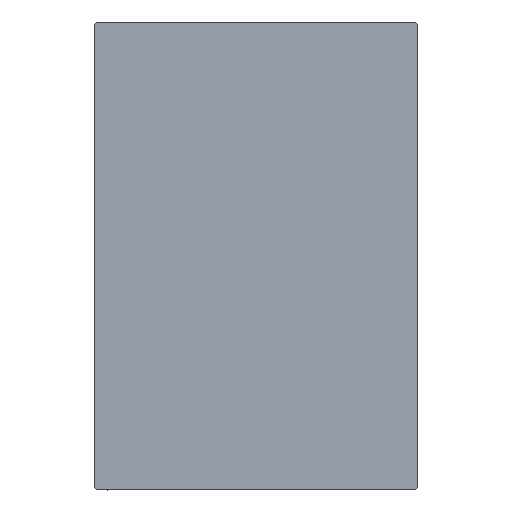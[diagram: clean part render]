
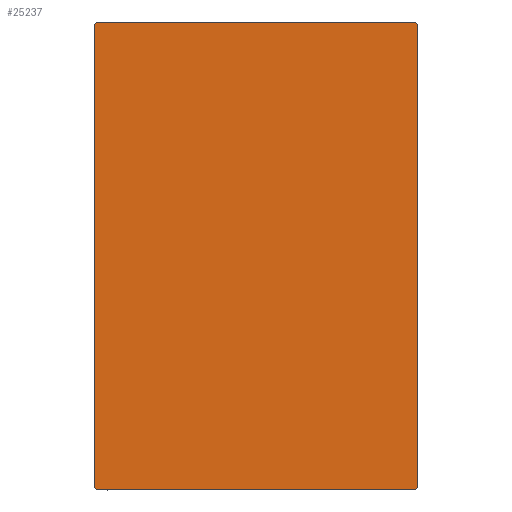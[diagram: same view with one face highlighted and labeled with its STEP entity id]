
A CAD part, left-side view. The second image highlights one B-rep face of the part: STEP entity #25237.
In plain terms, the highlighted face is planar.
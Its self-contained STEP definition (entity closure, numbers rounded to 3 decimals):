
#1191 = ORIENTED_EDGE ( 'NONE', *, *, #20784, .T. ) ;
#3103 = VERTEX_POINT ( 'NONE', #27134 ) ;
#3547 = VECTOR ( 'NONE', #34047, 1000. ) ;
#5017 = EDGE_CURVE ( 'NONE', #20754, #18518, #27210, .T. ) ;
#5489 = ORIENTED_EDGE ( 'NONE', *, *, #5017, .T. ) ;
#6305 = ORIENTED_EDGE ( 'NONE', *, *, #13681, .T. ) ;
#6936 = ORIENTED_EDGE ( 'NONE', *, *, #22818, .T. ) ;
#8902 = CARTESIAN_POINT ( 'NONE',  ( 100., 22.5, 32.2 ) ) ;
#8937 = DIRECTION ( 'NONE',  ( 0., -0.707, 0.707 ) ) ;
#9750 = LINE ( 'NONE', #25710, #16530 ) ;
#9825 = ORIENTED_EDGE ( 'NONE', *, *, #30722, .T. ) ;
#10181 = VECTOR ( 'NONE', #8937, 1000. ) ;
#10422 = CARTESIAN_POINT ( 'NONE',  ( 100., -22.5, -32.5 ) ) ;
#10946 = VECTOR ( 'NONE', #20633, 1000. ) ;
#12785 = ORIENTED_EDGE ( 'NONE', *, *, #19637, .T. ) ;
#13681 = EDGE_CURVE ( 'NONE', #19620, #3103, #39164, .T. ) ;
#13799 = LINE ( 'NONE', #30348, #10946 ) ;
#14950 = CARTESIAN_POINT ( 'NONE',  ( 100., 22.2, 32.5 ) ) ;
#15312 = CARTESIAN_POINT ( 'NONE',  ( 100., 0., 0. ) ) ;
#16530 = VECTOR ( 'NONE', #30060, 1000. ) ;
#17513 = CARTESIAN_POINT ( 'NONE',  ( 100., -22.5, 32.5 ) ) ;
#17534 = CARTESIAN_POINT ( 'NONE',  ( 100., -27.35, -27.35 ) ) ;
#17744 = DIRECTION ( 'NONE',  ( 0., 0.707, -0.707 ) ) ;
#17939 = CARTESIAN_POINT ( 'NONE',  ( 100., -22.2, -32.5 ) ) ;
#18518 = VERTEX_POINT ( 'NONE', #32416 ) ;
#19620 = VERTEX_POINT ( 'NONE', #29917 ) ;
#19637 = EDGE_CURVE ( 'NONE', #34824, #33387, #13799, .T. ) ;
#20095 = EDGE_LOOP ( 'NONE', ( #5489, #6936, #12785, #9825, #43062, #6305, #1191, #27251 ) ) ;
#20511 = LINE ( 'NONE', #27121, #38372 ) ;
#20633 = DIRECTION ( 'NONE',  ( 0., 0., 1. ) ) ;
#20754 = VERTEX_POINT ( 'NONE', #17939 ) ;
#20784 = EDGE_CURVE ( 'NONE', #3103, #32810, #37155, .T. ) ;
#21528 = VERTEX_POINT ( 'NONE', #14950 ) ;
#22318 = VECTOR ( 'NONE', #17744, 1000. ) ;
#22596 = DIRECTION ( 'NONE',  ( 1., 0., 0. ) ) ;
#22818 = EDGE_CURVE ( 'NONE', #18518, #34824, #9750, .T. ) ;
#23879 = CARTESIAN_POINT ( 'NONE',  ( 100., -22.5, -32.2 ) ) ;
#24458 = EDGE_CURVE ( 'NONE', #32810, #20754, #34301, .T. ) ;
#24988 = CARTESIAN_POINT ( 'NONE',  ( 100., 22.5, -32.2 ) ) ;
#25237 = ADVANCED_FACE ( 'NONE', ( #29210 ), #42679, .T. ) ;
#25710 = CARTESIAN_POINT ( 'NONE',  ( 100., 27.35, -27.35 ) ) ;
#26130 = CARTESIAN_POINT ( 'NONE',  ( 100., -27.35, 27.35 ) ) ;
#27121 = CARTESIAN_POINT ( 'NONE',  ( 100., 22.5, 32.5 ) ) ;
#27134 = CARTESIAN_POINT ( 'NONE',  ( 100., -22.5, 32.2 ) ) ;
#27210 = LINE ( 'NONE', #10422, #3547 ) ;
#27251 = ORIENTED_EDGE ( 'NONE', *, *, #24458, .T. ) ;
#28772 = DIRECTION ( 'NONE',  ( 0., 0., -1. ) ) ;
#29210 = FACE_OUTER_BOUND ( 'NONE', #20095, .T. ) ;
#29917 = CARTESIAN_POINT ( 'NONE',  ( 100., -22.2, 32.5 ) ) ;
#30060 = DIRECTION ( 'NONE',  ( 0., 0.707, 0.707 ) ) ;
#30261 = EDGE_CURVE ( 'NONE', #21528, #19620, #20511, .T. ) ;
#30348 = CARTESIAN_POINT ( 'NONE',  ( 100., 22.5, -32.5 ) ) ;
#30722 = EDGE_CURVE ( 'NONE', #33387, #21528, #38760, .T. ) ;
#30970 = DIRECTION ( 'NONE',  ( 0., 0., -1. ) ) ;
#32416 = CARTESIAN_POINT ( 'NONE',  ( 100., 22.2, -32.5 ) ) ;
#32810 = VERTEX_POINT ( 'NONE', #23879 ) ;
#33312 = DIRECTION ( 'NONE',  ( 0., -1., 0. ) ) ;
#33387 = VERTEX_POINT ( 'NONE', #8902 ) ;
#34047 = DIRECTION ( 'NONE',  ( 0., 1., 0. ) ) ;
#34301 = LINE ( 'NONE', #17534, #22318 ) ;
#34824 = VERTEX_POINT ( 'NONE', #24988 ) ;
#35893 = CARTESIAN_POINT ( 'NONE',  ( 100., 27.35, 27.35 ) ) ;
#37155 = LINE ( 'NONE', #17513, #41936 ) ;
#37266 = VECTOR ( 'NONE', #43339, 1000. ) ;
#38372 = VECTOR ( 'NONE', #33312, 1000. ) ;
#38760 = LINE ( 'NONE', #35893, #10181 ) ;
#39164 = LINE ( 'NONE', #26130, #37266 ) ;
#39236 = AXIS2_PLACEMENT_3D ( 'NONE', #15312, #22596, #28772 ) ;
#41936 = VECTOR ( 'NONE', #30970, 1000. ) ;
#42679 = PLANE ( 'NONE',  #39236 ) ;
#43062 = ORIENTED_EDGE ( 'NONE', *, *, #30261, .T. ) ;
#43339 = DIRECTION ( 'NONE',  ( 0., -0.707, -0.707 ) ) ;
